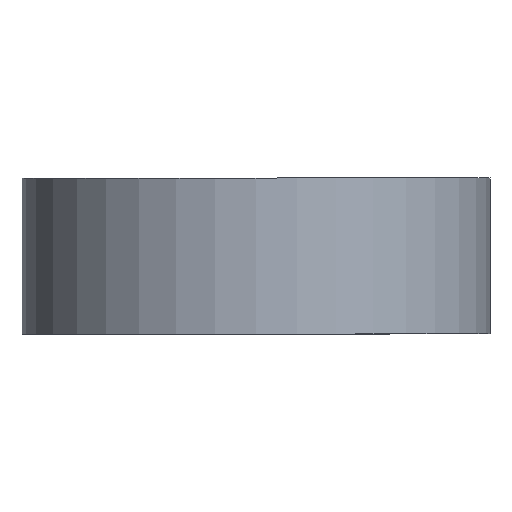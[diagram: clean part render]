
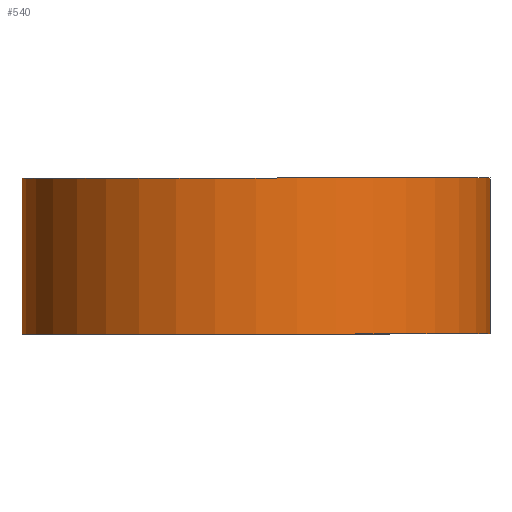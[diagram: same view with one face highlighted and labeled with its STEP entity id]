
A CAD part, left-side view. The second image highlights one B-rep face of the part: STEP entity #540.
In plain terms, the highlighted cylindrical face has radius 48 mm (diameter 96 mm), a partial arc.
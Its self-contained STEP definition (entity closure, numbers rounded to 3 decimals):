
#36 = CARTESIAN_POINT ( 'NONE',  ( 0., 0., -32. ) ) ;
#64 = EDGE_LOOP ( 'NONE', ( #299, #3043, #1145, #401 ) ) ;
#203 = EDGE_CURVE ( 'NONE', #2837, #1764, #943, .T. ) ;
#230 = AXIS2_PLACEMENT_3D ( 'NONE', #3210, #2871, #2910 ) ;
#290 = DIRECTION ( 'NONE',  ( 0., 1., 0. ) ) ;
#299 = ORIENTED_EDGE ( 'NONE', *, *, #3177, .F. ) ;
#401 = ORIENTED_EDGE ( 'NONE', *, *, #203, .F. ) ;
#435 = FACE_OUTER_BOUND ( 'NONE', #64, .T. ) ;
#497 = AXIS2_PLACEMENT_3D ( 'NONE', #802, #3777, #1095 ) ;
#540 = ADVANCED_FACE ( 'NONE', ( #435 ), #2666, .T. ) ;
#607 = VECTOR ( 'NONE', #3502, 1000. ) ;
#780 = CARTESIAN_POINT ( 'NONE',  ( 0., 48., -32. ) ) ;
#802 = CARTESIAN_POINT ( 'NONE',  ( 0., 0., -32. ) ) ;
#943 = LINE ( 'NONE', #780, #1453 ) ;
#1095 = DIRECTION ( 'NONE',  ( 0., -1., 0. ) ) ;
#1145 = ORIENTED_EDGE ( 'NONE', *, *, #2654, .T. ) ;
#1313 = CARTESIAN_POINT ( 'NONE',  ( 0., -48., -32. ) ) ;
#1345 = CIRCLE ( 'NONE', #497, 48. ) ;
#1453 = VECTOR ( 'NONE', #1960, 1000. ) ;
#1568 = VERTEX_POINT ( 'NONE', #1313 ) ;
#1578 = CIRCLE ( 'NONE', #230, 48. ) ;
#1633 = CARTESIAN_POINT ( 'NONE',  ( 0., -48., 0. ) ) ;
#1708 = AXIS2_PLACEMENT_3D ( 'NONE', #36, #2065, #290 ) ;
#1764 = VERTEX_POINT ( 'NONE', #3464 ) ;
#1792 = EDGE_CURVE ( 'NONE', #1568, #3053, #1844, .T. ) ;
#1844 = LINE ( 'NONE', #2597, #607 ) ;
#1960 = DIRECTION ( 'NONE',  ( 0., 0., 1. ) ) ;
#2065 = DIRECTION ( 'NONE',  ( 0., 0., 1. ) ) ;
#2597 = CARTESIAN_POINT ( 'NONE',  ( 0., -48., -32. ) ) ;
#2654 = EDGE_CURVE ( 'NONE', #3053, #1764, #1578, .T. ) ;
#2666 = CYLINDRICAL_SURFACE ( 'NONE', #1708, 48. ) ;
#2677 = CARTESIAN_POINT ( 'NONE',  ( 0., 48., -32. ) ) ;
#2837 = VERTEX_POINT ( 'NONE', #2677 ) ;
#2871 = DIRECTION ( 'NONE',  ( 0., 0., -1. ) ) ;
#2910 = DIRECTION ( 'NONE',  ( 0., -1., 0. ) ) ;
#3043 = ORIENTED_EDGE ( 'NONE', *, *, #1792, .T. ) ;
#3053 = VERTEX_POINT ( 'NONE', #1633 ) ;
#3177 = EDGE_CURVE ( 'NONE', #1568, #2837, #1345, .T. ) ;
#3210 = CARTESIAN_POINT ( 'NONE',  ( 0., 0., 0. ) ) ;
#3464 = CARTESIAN_POINT ( 'NONE',  ( 0., 48., 0. ) ) ;
#3502 = DIRECTION ( 'NONE',  ( 0., 0., 1. ) ) ;
#3777 = DIRECTION ( 'NONE',  ( 0., 0., -1. ) ) ;
